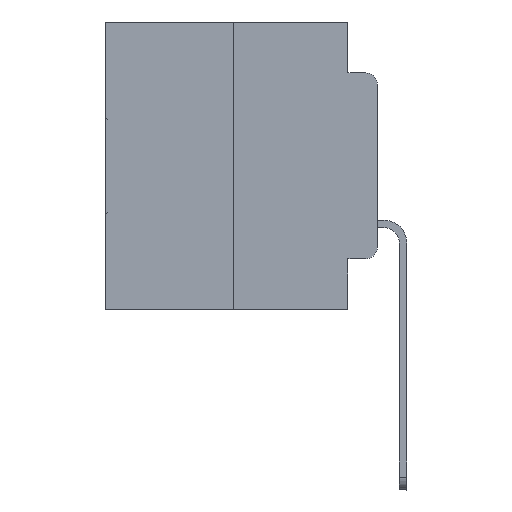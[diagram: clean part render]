
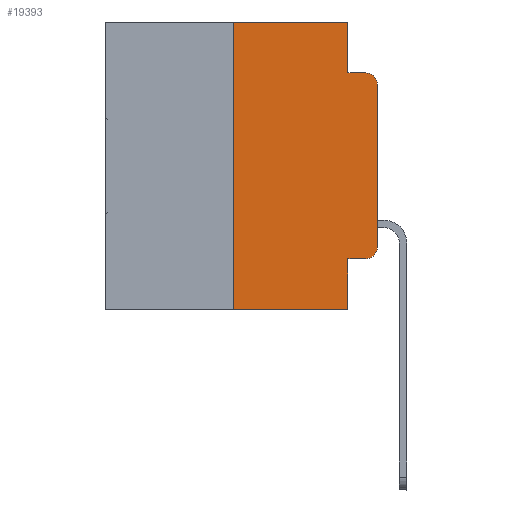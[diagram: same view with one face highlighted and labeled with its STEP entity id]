
A CAD part, left-side view. The second image highlights one B-rep face of the part: STEP entity #19393.
In plain terms, the highlighted planar face has unit normal (-1, 0, 0).
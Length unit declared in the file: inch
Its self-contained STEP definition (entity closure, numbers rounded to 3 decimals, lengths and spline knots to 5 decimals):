
#887 = VECTOR ( 'NONE', #22235, 39.37008 ) ;
#981 = DIRECTION ( 'NONE',  ( 0., -1., 0. ) ) ;
#1340 = DIRECTION ( 'NONE',  ( -1., 0., 0. ) ) ;
#1604 = VERTEX_POINT ( 'NONE', #5790 ) ;
#3062 = EDGE_CURVE ( 'NONE', #21475, #6982, #23187, .T. ) ;
#4048 = CARTESIAN_POINT ( 'NONE',  ( 0., 0.051, -0.0885 ) ) ;
#4642 = DIRECTION ( 'NONE',  ( 0., 0., -1. ) ) ;
#5194 = AXIS2_PLACEMENT_3D ( 'NONE', #21809, #19172, #26021 ) ;
#5260 = VERTEX_POINT ( 'NONE', #18706 ) ;
#5621 = LINE ( 'NONE', #10424, #887 ) ;
#5790 = CARTESIAN_POINT ( 'NONE',  ( 0., 0.25, -0.5 ) ) ;
#5832 = VERTEX_POINT ( 'NONE', #28588 ) ;
#6148 = DIRECTION ( 'NONE',  ( 0., 0., -1. ) ) ;
#6532 = LINE ( 'NONE', #13812, #19629 ) ;
#6564 = CARTESIAN_POINT ( 'NONE',  ( 0., 0.473, 0. ) ) ;
#6705 = CARTESIAN_POINT ( 'NONE',  ( 0., 0.051, -0.4115 ) ) ;
#6982 = VERTEX_POINT ( 'NONE', #9817 ) ;
#7558 = AXIS2_PLACEMENT_3D ( 'NONE', #22616, #1340, #6148 ) ;
#8310 = VECTOR ( 'NONE', #9035, 39.37008 ) ;
#8361 = DIRECTION ( 'NONE',  ( 0., 0., 1. ) ) ;
#8424 = LINE ( 'NONE', #29078, #8968 ) ;
#8785 = VECTOR ( 'NONE', #8361, 39.37008 ) ;
#8968 = VECTOR ( 'NONE', #981, 39.37008 ) ;
#9035 = DIRECTION ( 'NONE',  ( 0., -1., 0. ) ) ;
#9290 = ORIENTED_EDGE ( 'NONE', *, *, #14311, .F. ) ;
#9560 = EDGE_CURVE ( 'NONE', #13412, #21640, #27644, .T. ) ;
#9817 = CARTESIAN_POINT ( 'NONE',  ( 0., 0.051, 0. ) ) ;
#9941 = ORIENTED_EDGE ( 'NONE', *, *, #10814, .T. ) ;
#10424 = CARTESIAN_POINT ( 'NONE',  ( 0., 0.051, 0. ) ) ;
#10814 = EDGE_CURVE ( 'NONE', #5260, #21640, #13245, .T. ) ;
#10860 = ORIENTED_EDGE ( 'NONE', *, *, #26998, .F. ) ;
#11475 = DIRECTION ( 'NONE',  ( -1., 0., 0. ) ) ;
#13245 = CIRCLE ( 'NONE', #27153, 0.02 ) ;
#13412 = VERTEX_POINT ( 'NONE', #20082 ) ;
#13558 = VERTEX_POINT ( 'NONE', #18359 ) ;
#13797 = CARTESIAN_POINT ( 'NONE',  ( 0., 0.051, 0. ) ) ;
#13806 = CARTESIAN_POINT ( 'NONE',  ( 0., 0.02, -0.1085 ) ) ;
#13812 = CARTESIAN_POINT ( 'NONE',  ( 0., 0.051, -0.4115 ) ) ;
#14311 = EDGE_CURVE ( 'NONE', #1604, #21475, #17381, .T. ) ;
#14703 = ORIENTED_EDGE ( 'NONE', *, *, #20776, .T. ) ;
#15800 = CARTESIAN_POINT ( 'NONE',  ( 0., 0., 0. ) ) ;
#15820 = DIRECTION ( 'NONE',  ( 0., -1., 0. ) ) ;
#16244 = EDGE_CURVE ( 'NONE', #13558, #16894, #18450, .T. ) ;
#16690 = PLANE ( 'NONE',  #5194 ) ;
#16863 = VECTOR ( 'NONE', #4642, 39.37008 ) ;
#16894 = VERTEX_POINT ( 'NONE', #28760 ) ;
#17225 = CARTESIAN_POINT ( 'NONE',  ( 0., 0.25, 0. ) ) ;
#17381 = LINE ( 'NONE', #17225, #19370 ) ;
#17633 = CARTESIAN_POINT ( 'NONE',  ( 0., 0.02, -0.0885 ) ) ;
#18359 = CARTESIAN_POINT ( 'NONE',  ( 0., 0.02, -0.4115 ) ) ;
#18450 = CIRCLE ( 'NONE', #7558, 0.02 ) ;
#18452 = LINE ( 'NONE', #13797, #16863 ) ;
#18706 = CARTESIAN_POINT ( 'NONE',  ( 0., 0., -0.1085 ) ) ;
#19172 = DIRECTION ( 'NONE',  ( 1., 0., 0. ) ) ;
#19370 = VECTOR ( 'NONE', #29335, 39.37008 ) ;
#19393 = ADVANCED_FACE ( 'NONE', ( #28346 ), #16690, .F. ) ;
#19629 = VECTOR ( 'NONE', #28576, 39.37008 ) ;
#20082 = CARTESIAN_POINT ( 'NONE',  ( 0., 0.051, -0.0885 ) ) ;
#20776 = EDGE_CURVE ( 'NONE', #30690, #13558, #6532, .T. ) ;
#20971 = ORIENTED_EDGE ( 'NONE', *, *, #16244, .T. ) ;
#21475 = VERTEX_POINT ( 'NONE', #29597 ) ;
#21640 = VERTEX_POINT ( 'NONE', #17633 ) ;
#21809 = CARTESIAN_POINT ( 'NONE',  ( 0., 0.473, 0. ) ) ;
#21878 = EDGE_LOOP ( 'NONE', ( #27377, #9941, #25603, #10860, #22317, #9290, #25424, #27527, #14703, #20971 ) ) ;
#22235 = DIRECTION ( 'NONE',  ( 0., 0., -1. ) ) ;
#22317 = ORIENTED_EDGE ( 'NONE', *, *, #3062, .F. ) ;
#22360 = EDGE_CURVE ( 'NONE', #16894, #5260, #27622, .T. ) ;
#22616 = CARTESIAN_POINT ( 'NONE',  ( 0., 0.02, -0.3915 ) ) ;
#23187 = LINE ( 'NONE', #6564, #8310 ) ;
#23646 = EDGE_CURVE ( 'NONE', #30690, #5832, #5621, .T. ) ;
#25424 = ORIENTED_EDGE ( 'NONE', *, *, #28116, .T. ) ;
#25603 = ORIENTED_EDGE ( 'NONE', *, *, #9560, .F. ) ;
#26021 = DIRECTION ( 'NONE',  ( 0., 0., -1. ) ) ;
#26998 = EDGE_CURVE ( 'NONE', #6982, #13412, #18452, .T. ) ;
#27153 = AXIS2_PLACEMENT_3D ( 'NONE', #13806, #11475, #28101 ) ;
#27377 = ORIENTED_EDGE ( 'NONE', *, *, #22360, .T. ) ;
#27527 = ORIENTED_EDGE ( 'NONE', *, *, #23646, .F. ) ;
#27622 = LINE ( 'NONE', #15800, #8785 ) ;
#27644 = LINE ( 'NONE', #4048, #30096 ) ;
#28101 = DIRECTION ( 'NONE',  ( 0., 0., -1. ) ) ;
#28116 = EDGE_CURVE ( 'NONE', #1604, #5832, #8424, .T. ) ;
#28346 = FACE_OUTER_BOUND ( 'NONE', #21878, .T. ) ;
#28576 = DIRECTION ( 'NONE',  ( 0., -1., 0. ) ) ;
#28588 = CARTESIAN_POINT ( 'NONE',  ( 0., 0.051, -0.5 ) ) ;
#28760 = CARTESIAN_POINT ( 'NONE',  ( 0., 0., -0.3915 ) ) ;
#29078 = CARTESIAN_POINT ( 'NONE',  ( 0., 0.473, -0.5 ) ) ;
#29335 = DIRECTION ( 'NONE',  ( 0., 0., 1. ) ) ;
#29597 = CARTESIAN_POINT ( 'NONE',  ( 0., 0.25, 0. ) ) ;
#30096 = VECTOR ( 'NONE', #15820, 39.37008 ) ;
#30690 = VERTEX_POINT ( 'NONE', #6705 ) ;
